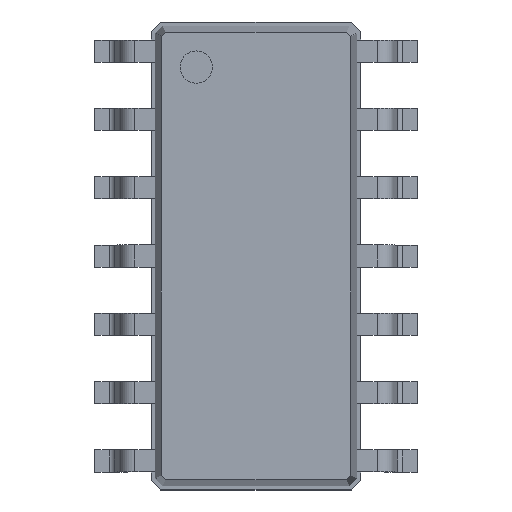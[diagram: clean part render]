
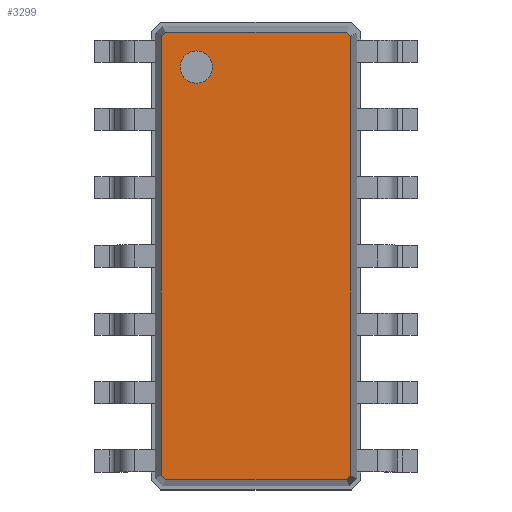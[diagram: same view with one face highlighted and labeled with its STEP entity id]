
A CAD part, top view. The second image highlights one B-rep face of the part: STEP entity #3299.
In plain terms, the highlighted planar face has unit normal (0, 0, 1).
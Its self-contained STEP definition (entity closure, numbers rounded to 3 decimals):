
#13=DIRECTION('',(0.,0.,1.));
#27=VECTOR('',#28,1.);
#28=DIRECTION('',(1.,0.,0.));
#51=VECTOR('',#52,1.);
#52=DIRECTION('',(0.707,-0.707,0.));
#58=VECTOR('',#59,1.);
#59=DIRECTION('',(0.,-1.,0.));
#65=VECTOR('',#66,1.);
#66=DIRECTION('',(-0.707,-0.707,0.));
#72=VECTOR('',#73,1.);
#73=DIRECTION('',(-1.,0.,0.));
#79=VECTOR('',#80,1.);
#80=DIRECTION('',(-0.707,0.707,0.));
#86=VECTOR('',#87,1.);
#87=DIRECTION('',(0.,1.,0.));
#91=VECTOR('',#92,1.);
#92=DIRECTION('',(0.707,0.707,0.));
#1099=VERTEX_POINT('',#1100);
#1100=CARTESIAN_POINT('',(-1.76,4.08,1.75));
#1102=ORIENTED_EDGE('',*,*,#1103,.F.);
#1103=EDGE_CURVE('',#1104,#1099,#1106,.T.);
#1104=VERTEX_POINT('',#1105);
#1105=CARTESIAN_POINT('',(-1.76,-4.08,1.75));
#1106=LINE('',#1105,#86);
#1117=VERTEX_POINT('',#1118);
#1118=CARTESIAN_POINT('',(-1.68,4.16,1.75));
#1120=ORIENTED_EDGE('',*,*,#1121,.F.);
#1121=EDGE_CURVE('',#1099,#1117,#1122,.T.);
#1122=LINE('',#1100,#91);
#1131=VERTEX_POINT('',#1132);
#1132=CARTESIAN_POINT('',(1.68,4.16,1.75));
#1134=ORIENTED_EDGE('',*,*,#1135,.F.);
#1135=EDGE_CURVE('',#1117,#1131,#1136,.T.);
#1136=LINE('',#1118,#27);
#1145=VERTEX_POINT('',#1146);
#1146=CARTESIAN_POINT('',(1.76,4.08,1.75));
#1148=ORIENTED_EDGE('',*,*,#1149,.F.);
#1149=EDGE_CURVE('',#1131,#1145,#1150,.T.);
#1150=LINE('',#1132,#51);
#1215=VERTEX_POINT('',#1216);
#1216=CARTESIAN_POINT('',(1.76,-4.08,1.75));
#1218=ORIENTED_EDGE('',*,*,#1219,.F.);
#1219=EDGE_CURVE('',#1145,#1215,#1220,.T.);
#1220=LINE('',#1146,#58);
#3299=ADVANCED_FACE('',(#3300,#3315),#3325,.T.);
#3300=FACE_BOUND('',#3301,.T.);
#3301=EDGE_LOOP('',(#1134,#1120,#1102,#3302,#3307,#3312,#1218,#1148));
#3302=ORIENTED_EDGE('',*,*,#3303,.F.);
#3303=EDGE_CURVE('',#3304,#1104,#3306,.T.);
#3304=VERTEX_POINT('',#3305);
#3305=CARTESIAN_POINT('',(-1.68,-4.16,1.75));
#3306=LINE('',#3305,#79);
#3307=ORIENTED_EDGE('',*,*,#3308,.F.);
#3308=EDGE_CURVE('',#3309,#3304,#3311,.T.);
#3309=VERTEX_POINT('',#3310);
#3310=CARTESIAN_POINT('',(1.68,-4.16,1.75));
#3311=LINE('',#3310,#72);
#3312=ORIENTED_EDGE('',*,*,#3313,.F.);
#3313=EDGE_CURVE('',#1215,#3309,#3314,.T.);
#3314=LINE('',#1216,#65);
#3315=FACE_BOUND('',#3316,.T.);
#3316=EDGE_LOOP('',(#3317));
#3317=ORIENTED_EDGE('',*,*,#3318,.T.);
#3318=EDGE_CURVE('',#3319,#3319,#3321,.T.);
#3319=VERTEX_POINT('',#3320);
#3320=CARTESIAN_POINT('',(-1.11,3.21,1.75));
#3321=CIRCLE('',#3322,0.3);
#3322=AXIS2_PLACEMENT_3D('',#3323,#3324,#59);
#3323=CARTESIAN_POINT('',(-1.11,3.51,1.75));
#3324=DIRECTION('',(0.,-0.,-1.));
#3325=PLANE('',#3326);
#3326=AXIS2_PLACEMENT_3D('',#1118,#13,#3327);
#3327=DIRECTION('',(0.374,-0.927,0.));
